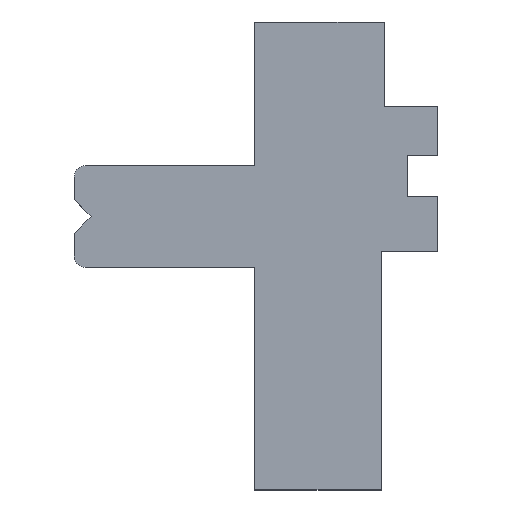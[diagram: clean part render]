
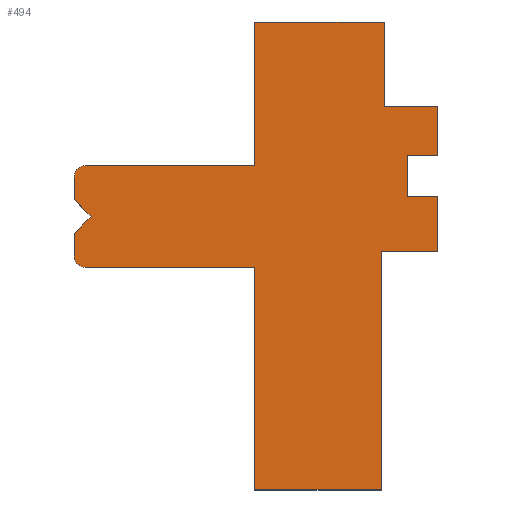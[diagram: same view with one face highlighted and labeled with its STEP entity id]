
A CAD part, top view. The second image highlights one B-rep face of the part: STEP entity #494.
In plain terms, the highlighted planar face has unit normal (0, 0, 1).
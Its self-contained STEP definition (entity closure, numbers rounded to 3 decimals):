
#19=CIRCLE('',#521,0.4);
#20=CIRCLE('',#524,0.4);
#30=FACE_OUTER_BOUND('',#56,.T.);
#56=EDGE_LOOP('',(#375,#376,#377,#378,#379,#380,#381,#382,#383,#384,#385,
#386,#387,#388,#389,#390,#391,#392,#393,#394,#395));
#85=LINE('',#699,#151);
#105=LINE('',#744,#171);
#108=LINE('',#753,#174);
#110=LINE('',#757,#176);
#111=LINE('',#758,#177);
#112=LINE('',#760,#178);
#113=LINE('',#762,#179);
#114=LINE('',#764,#180);
#115=LINE('',#766,#181);
#116=LINE('',#768,#182);
#117=LINE('',#770,#183);
#118=LINE('',#772,#184);
#119=LINE('',#774,#185);
#120=LINE('',#775,#186);
#121=LINE('',#777,#187);
#122=LINE('',#779,#188);
#123=LINE('',#781,#189);
#124=LINE('',#783,#190);
#125=LINE('',#784,#191);
#151=VECTOR('',#565,10.);
#171=VECTOR('',#597,10.);
#174=VECTOR('',#606,10.);
#176=VECTOR('',#610,10.);
#177=VECTOR('',#611,10.);
#178=VECTOR('',#612,10.);
#179=VECTOR('',#613,10.);
#180=VECTOR('',#614,10.);
#181=VECTOR('',#615,10.);
#182=VECTOR('',#616,10.);
#183=VECTOR('',#617,10.);
#184=VECTOR('',#618,10.);
#185=VECTOR('',#619,10.);
#186=VECTOR('',#620,10.);
#187=VECTOR('',#621,10.);
#188=VECTOR('',#622,10.);
#189=VECTOR('',#623,10.);
#190=VECTOR('',#624,10.);
#191=VECTOR('',#625,10.);
#214=VERTEX_POINT('',#696);
#215=VERTEX_POINT('',#698);
#232=VERTEX_POINT('',#736);
#233=VERTEX_POINT('',#738);
#234=VERTEX_POINT('',#742);
#235=VERTEX_POINT('',#746);
#236=VERTEX_POINT('',#747);
#237=VERTEX_POINT('',#752);
#238=VERTEX_POINT('',#756);
#239=VERTEX_POINT('',#759);
#240=VERTEX_POINT('',#761);
#241=VERTEX_POINT('',#763);
#242=VERTEX_POINT('',#765);
#243=VERTEX_POINT('',#767);
#244=VERTEX_POINT('',#769);
#245=VERTEX_POINT('',#771);
#246=VERTEX_POINT('',#773);
#247=VERTEX_POINT('',#776);
#248=VERTEX_POINT('',#778);
#249=VERTEX_POINT('',#780);
#250=VERTEX_POINT('',#782);
#263=EDGE_CURVE('',#214,#215,#85,.T.);
#283=EDGE_CURVE('',#232,#233,#19,.T.);
#286=EDGE_CURVE('',#234,#232,#105,.T.);
#287=EDGE_CURVE('',#235,#236,#20,.T.);
#290=EDGE_CURVE('',#236,#237,#108,.T.);
#292=EDGE_CURVE('',#234,#238,#110,.T.);
#293=EDGE_CURVE('',#238,#237,#111,.T.);
#294=EDGE_CURVE('',#235,#239,#112,.T.);
#295=EDGE_CURVE('',#239,#240,#113,.T.);
#296=EDGE_CURVE('',#240,#241,#114,.T.);
#297=EDGE_CURVE('',#241,#242,#115,.T.);
#298=EDGE_CURVE('',#243,#242,#116,.T.);
#299=EDGE_CURVE('',#244,#243,#117,.T.);
#300=EDGE_CURVE('',#244,#245,#118,.T.);
#301=EDGE_CURVE('',#245,#246,#119,.T.);
#302=EDGE_CURVE('',#246,#215,#120,.T.);
#303=EDGE_CURVE('',#247,#214,#121,.T.);
#304=EDGE_CURVE('',#248,#247,#122,.T.);
#305=EDGE_CURVE('',#249,#248,#123,.T.);
#306=EDGE_CURVE('',#249,#250,#124,.T.);
#307=EDGE_CURVE('',#250,#233,#125,.T.);
#375=ORIENTED_EDGE('',*,*,#283,.F.);
#376=ORIENTED_EDGE('',*,*,#286,.F.);
#377=ORIENTED_EDGE('',*,*,#292,.T.);
#378=ORIENTED_EDGE('',*,*,#293,.T.);
#379=ORIENTED_EDGE('',*,*,#290,.F.);
#380=ORIENTED_EDGE('',*,*,#287,.F.);
#381=ORIENTED_EDGE('',*,*,#294,.T.);
#382=ORIENTED_EDGE('',*,*,#295,.T.);
#383=ORIENTED_EDGE('',*,*,#296,.T.);
#384=ORIENTED_EDGE('',*,*,#297,.T.);
#385=ORIENTED_EDGE('',*,*,#298,.F.);
#386=ORIENTED_EDGE('',*,*,#299,.F.);
#387=ORIENTED_EDGE('',*,*,#300,.T.);
#388=ORIENTED_EDGE('',*,*,#301,.T.);
#389=ORIENTED_EDGE('',*,*,#302,.T.);
#390=ORIENTED_EDGE('',*,*,#263,.F.);
#391=ORIENTED_EDGE('',*,*,#303,.F.);
#392=ORIENTED_EDGE('',*,*,#304,.F.);
#393=ORIENTED_EDGE('',*,*,#305,.F.);
#394=ORIENTED_EDGE('',*,*,#306,.T.);
#395=ORIENTED_EDGE('',*,*,#307,.T.);
#468=PLANE('',#526);
#494=ADVANCED_FACE('',(#30),#468,.T.);
#521=AXIS2_PLACEMENT_3D('',#739,#591,#592);
#524=AXIS2_PLACEMENT_3D('',#748,#600,#601);
#526=AXIS2_PLACEMENT_3D('',#755,#608,#609);
#565=DIRECTION('',(0.,-1.,0.));
#591=DIRECTION('center_axis',(0.,0.,-1.));
#592=DIRECTION('ref_axis',(-0.707,0.707,0.));
#597=DIRECTION('',(0.,1.,0.));
#600=DIRECTION('center_axis',(0.,0.,-1.));
#601=DIRECTION('ref_axis',(-0.707,-0.707,0.));
#606=DIRECTION('',(0.,1.,0.));
#608=DIRECTION('center_axis',(0.,0.,1.));
#609=DIRECTION('ref_axis',(-1.,0.,0.));
#610=DIRECTION('',(0.707,-0.707,0.));
#611=DIRECTION('',(-0.707,-0.707,0.));
#612=DIRECTION('',(1.,0.,0.));
#613=DIRECTION('',(0.,-1.,0.));
#614=DIRECTION('',(1.,0.,0.));
#615=DIRECTION('',(0.,1.,0.));
#616=DIRECTION('',(-1.,0.,0.));
#617=DIRECTION('',(0.,-1.,0.));
#618=DIRECTION('',(-1.,0.,0.));
#619=DIRECTION('',(0.,1.,0.));
#620=DIRECTION('',(1.,0.,0.));
#621=DIRECTION('',(1.,0.,0.));
#622=DIRECTION('',(0.,-1.,0.));
#623=DIRECTION('',(1.,0.,0.));
#624=DIRECTION('',(0.,-1.,0.));
#625=DIRECTION('',(-1.,0.,0.));
#696=CARTESIAN_POINT('',(5.7,-40.181,6.));
#698=CARTESIAN_POINT('',(5.7,-41.929,6.));
#699=CARTESIAN_POINT('',(5.7,-38.181,6.));
#736=CARTESIAN_POINT('',(-7.2,-42.701,6.));
#738=CARTESIAN_POINT('',(-6.8,-42.301,6.));
#739=CARTESIAN_POINT('Origin',(-6.8,-42.701,6.));
#742=CARTESIAN_POINT('',(-7.2,-43.501,6.));
#744=CARTESIAN_POINT('',(-7.2,-40.301,6.));
#746=CARTESIAN_POINT('',(-6.8,-45.901,6.));
#747=CARTESIAN_POINT('',(-7.2,-45.501,6.));
#748=CARTESIAN_POINT('Origin',(-6.8,-45.501,6.));
#752=CARTESIAN_POINT('',(-7.2,-44.701,6.));
#753=CARTESIAN_POINT('',(-7.2,-40.301,6.));
#755=CARTESIAN_POINT('Origin',(-0.05,-45.5,6.));
#756=CARTESIAN_POINT('',(-6.6,-44.101,6.));
#757=CARTESIAN_POINT('',(-4.913,-45.788,6.));
#758=CARTESIAN_POINT('',(-5.312,-42.813,6.));
#759=CARTESIAN_POINT('',(-0.8,-45.901,6.));
#760=CARTESIAN_POINT('',(-5.8,-45.901,6.));
#761=CARTESIAN_POINT('',(-0.8,-53.8,6.));
#762=CARTESIAN_POINT('',(-0.8,-45.901,6.));
#763=CARTESIAN_POINT('',(3.7,-53.8,6.));
#764=CARTESIAN_POINT('',(-0.8,-53.8,6.));
#765=CARTESIAN_POINT('',(3.7,-45.345,6.));
#766=CARTESIAN_POINT('',(3.7,-53.8,6.));
#767=CARTESIAN_POINT('',(5.7,-45.345,6.));
#768=CARTESIAN_POINT('',(5.7,-45.345,6.));
#769=CARTESIAN_POINT('',(5.7,-43.389,6.));
#770=CARTESIAN_POINT('',(5.7,-38.181,6.));
#771=CARTESIAN_POINT('',(4.628,-43.389,6.));
#772=CARTESIAN_POINT('',(5.7,-43.389,6.));
#773=CARTESIAN_POINT('',(4.628,-41.929,6.));
#774=CARTESIAN_POINT('',(4.628,-43.389,6.));
#775=CARTESIAN_POINT('',(4.628,-41.929,6.));
#776=CARTESIAN_POINT('',(3.8,-40.181,6.));
#777=CARTESIAN_POINT('',(3.8,-40.181,6.));
#778=CARTESIAN_POINT('',(3.8,-37.2,6.));
#779=CARTESIAN_POINT('',(3.8,-38.181,6.));
#780=CARTESIAN_POINT('',(-0.8,-37.2,6.));
#781=CARTESIAN_POINT('',(-0.8,-37.2,6.));
#782=CARTESIAN_POINT('',(-0.8,-42.301,6.));
#783=CARTESIAN_POINT('',(-0.8,-35.2,6.));
#784=CARTESIAN_POINT('',(-5.8,-42.301,6.));
